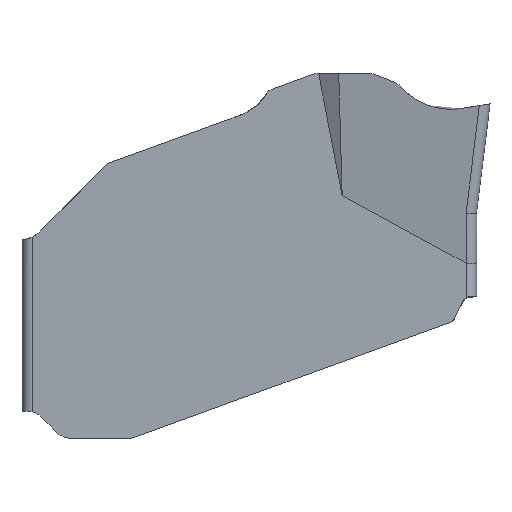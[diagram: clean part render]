
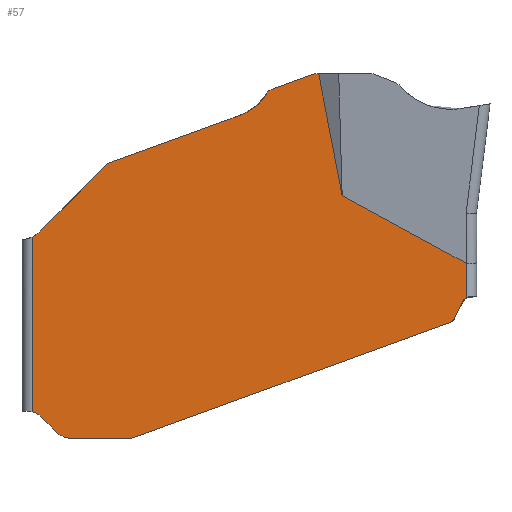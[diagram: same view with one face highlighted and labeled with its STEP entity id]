
A CAD part, left-side view. The second image highlights one B-rep face of the part: STEP entity #57.
In plain terms, the highlighted planar face has unit normal (-1, 0, 0).
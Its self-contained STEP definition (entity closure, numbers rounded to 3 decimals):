
#57=ADVANCED_FACE('',(#116),#97,.F.);
#97=PLANE('',#855);
#116=FACE_OUTER_BOUND('',#156,.T.);
#156=EDGE_LOOP('',(#369,#370,#371,#372,#373,#374,#375,#376,#377,#378,#379,
#380,#381,#382,#383,#384,#385,#386,#387,#388,#389));
#196=ELLIPSE('',#851,3.126,0.3);
#219=LINE('',#1304,#286);
#220=LINE('',#1308,#287);
#221=LINE('',#1312,#288);
#222=LINE('',#1335,#289);
#223=LINE('',#1339,#290);
#224=LINE('',#1341,#291);
#225=LINE('',#1343,#292);
#226=LINE('',#1347,#293);
#227=LINE('',#1365,#294);
#228=LINE('',#1389,#295);
#286=VECTOR('',#941,1.);
#287=VECTOR('',#944,1.);
#288=VECTOR('',#947,1.);
#289=VECTOR('',#948,1.);
#290=VECTOR('',#951,1.);
#291=VECTOR('',#952,1.);
#292=VECTOR('',#953,1.);
#293=VECTOR('',#956,1.);
#294=VECTOR('',#959,1.);
#295=VECTOR('',#962,1.);
#369=ORIENTED_EDGE('',*,*,#673,.F.);
#370=ORIENTED_EDGE('',*,*,#674,.F.);
#371=ORIENTED_EDGE('',*,*,#675,.F.);
#372=ORIENTED_EDGE('',*,*,#676,.F.);
#373=ORIENTED_EDGE('',*,*,#677,.F.);
#374=ORIENTED_EDGE('',*,*,#678,.F.);
#375=ORIENTED_EDGE('',*,*,#679,.F.);
#376=ORIENTED_EDGE('',*,*,#680,.F.);
#377=ORIENTED_EDGE('',*,*,#681,.T.);
#378=ORIENTED_EDGE('',*,*,#682,.T.);
#379=ORIENTED_EDGE('',*,*,#683,.T.);
#380=ORIENTED_EDGE('',*,*,#684,.F.);
#381=ORIENTED_EDGE('',*,*,#685,.F.);
#382=ORIENTED_EDGE('',*,*,#686,.F.);
#383=ORIENTED_EDGE('',*,*,#687,.F.);
#384=ORIENTED_EDGE('',*,*,#688,.F.);
#385=ORIENTED_EDGE('',*,*,#689,.F.);
#386=ORIENTED_EDGE('',*,*,#690,.F.);
#387=ORIENTED_EDGE('',*,*,#691,.F.);
#388=ORIENTED_EDGE('',*,*,#692,.F.);
#389=ORIENTED_EDGE('',*,*,#693,.T.);
#597=VERTEX_POINT('',#1302);
#598=VERTEX_POINT('',#1303);
#599=VERTEX_POINT('',#1305);
#600=VERTEX_POINT('',#1307);
#601=VERTEX_POINT('',#1309);
#602=VERTEX_POINT('',#1311);
#603=VERTEX_POINT('',#1313);
#604=VERTEX_POINT('',#1320);
#605=VERTEX_POINT('',#1334);
#606=VERTEX_POINT('',#1336);
#607=VERTEX_POINT('',#1338);
#608=VERTEX_POINT('',#1340);
#609=VERTEX_POINT('',#1342);
#610=VERTEX_POINT('',#1344);
#611=VERTEX_POINT('',#1346);
#612=VERTEX_POINT('',#1348);
#613=VERTEX_POINT('',#1350);
#614=VERTEX_POINT('',#1364);
#615=VERTEX_POINT('',#1366);
#616=VERTEX_POINT('',#1368);
#617=VERTEX_POINT('',#1388);
#673=EDGE_CURVE('',#597,#598,#772,.T.);
#674=EDGE_CURVE('',#599,#597,#219,.T.);
#675=EDGE_CURVE('',#600,#599,#773,.T.);
#676=EDGE_CURVE('',#601,#600,#220,.T.);
#677=EDGE_CURVE('',#602,#601,#774,.T.);
#678=EDGE_CURVE('',#603,#602,#221,.T.);
#679=EDGE_CURVE('',#604,#603,#788,.T.);
#680=EDGE_CURVE('',#605,#604,#789,.T.);
#681=EDGE_CURVE('',#605,#606,#222,.T.);
#682=EDGE_CURVE('',#606,#607,#196,.T.);
#683=EDGE_CURVE('',#607,#608,#223,.T.);
#684=EDGE_CURVE('',#609,#608,#224,.T.);
#685=EDGE_CURVE('',#610,#609,#225,.T.);
#686=EDGE_CURVE('',#611,#610,#775,.T.);
#687=EDGE_CURVE('',#612,#611,#226,.T.);
#688=EDGE_CURVE('',#613,#612,#776,.T.);
#689=EDGE_CURVE('',#614,#613,#790,.T.);
#690=EDGE_CURVE('',#615,#614,#227,.T.);
#691=EDGE_CURVE('',#616,#615,#777,.T.);
#692=EDGE_CURVE('',#617,#616,#791,.T.);
#693=EDGE_CURVE('',#617,#598,#228,.T.);
#772=CIRCLE('',#848,0.5);
#773=CIRCLE('',#849,0.6);
#774=CIRCLE('',#850,0.25);
#775=CIRCLE('',#852,0.25);
#776=CIRCLE('',#853,0.25);
#777=CIRCLE('',#854,0.25);
#788=B_SPLINE_CURVE_WITH_KNOTS('',3,(#1314,#1315,#1316,#1317,#1318,#1319),
 .UNSPECIFIED.,.F.,.F.,(4,2,4),(0.,0.5,1.),.UNSPECIFIED.);
#789=B_SPLINE_CURVE_WITH_KNOTS('',3,(#1321,#1322,#1323,#1324,#1325,#1326,
#1327,#1328,#1329,#1330,#1331,#1332,#1333),.UNSPECIFIED.,.F.,.F.,(4,3,3,
3,4),(0.,0.114,0.228,0.67,1.),
 .UNSPECIFIED.);
#790=B_SPLINE_CURVE_WITH_KNOTS('',3,(#1351,#1352,#1353,#1354,#1355,#1356,
#1357,#1358,#1359,#1360,#1361,#1362,#1363),.UNSPECIFIED.,.F.,.F.,(4,3,3,
3,4),(0.,0.257,0.514,0.776,1.),
 .UNSPECIFIED.);
#791=B_SPLINE_CURVE_WITH_KNOTS('',3,(#1369,#1370,#1371,#1372,#1373,#1374,
#1375,#1376,#1377,#1378,#1379,#1380,#1381,#1382,#1383,#1384,#1385,#1386,
#1387),.UNSPECIFIED.,.F.,.F.,(4,1,1,1,1,1,1,1,1,1,1,1,1,1,1,1,4),(0.,0.018,
0.026,0.031,0.035,0.053,
0.07,0.106,0.141,0.159,
0.167,0.176,0.211,0.282,
0.564,0.845,1.),.UNSPECIFIED.);
#848=AXIS2_PLACEMENT_3D('',#1301,#939,#940);
#849=AXIS2_PLACEMENT_3D('',#1306,#942,#943);
#850=AXIS2_PLACEMENT_3D('',#1310,#945,#946);
#851=AXIS2_PLACEMENT_3D('',#1337,#949,#950);
#852=AXIS2_PLACEMENT_3D('',#1345,#954,#955);
#853=AXIS2_PLACEMENT_3D('',#1349,#957,#958);
#854=AXIS2_PLACEMENT_3D('',#1367,#960,#961);
#855=AXIS2_PLACEMENT_3D('',#1390,#963,#964);
#939=DIRECTION('',(-1.,0.,0.));
#940=DIRECTION('',(0.,0.,-1.));
#941=DIRECTION('',(0.,0.707,0.707));
#942=DIRECTION('',(1.,0.,0.));
#943=DIRECTION('',(0.,0.,-1.));
#944=DIRECTION('',(0.,1.,0.));
#945=DIRECTION('',(1.,0.,0.));
#946=DIRECTION('',(0.,0.,-1.));
#947=DIRECTION('',(0.,0.94,-0.342));
#948=DIRECTION('',(0.,0.,1.));
#949=DIRECTION('',(1.,0.,0.));
#950=DIRECTION('',(0.,0.,1.));
#951=DIRECTION('',(0.,0.879,0.478));
#952=DIRECTION('',(0.,-0.189,-0.982));
#953=DIRECTION('',(0.,-1.,0.));
#954=DIRECTION('',(1.,0.,0.));
#955=DIRECTION('',(0.,0.,-1.));
#956=DIRECTION('',(0.,-0.94,0.342));
#957=DIRECTION('',(1.,0.,0.));
#958=DIRECTION('',(0.,0.,-1.));
#959=DIRECTION('',(0.,-0.94,0.342));
#960=DIRECTION('',(1.,0.,0.));
#961=DIRECTION('',(0.,0.,-1.));
#962=DIRECTION('',(0.,0.,-1.));
#963=DIRECTION('',(1.,0.,0.));
#964=DIRECTION('',(0.,0.,1.));
#1301=CARTESIAN_POINT('',(-2.7,6.8,-9.7));
#1302=CARTESIAN_POINT('',(-2.7,6.446,-9.346));
#1303=CARTESIAN_POINT('',(-2.7,6.7,-9.21));
#1304=CARTESIAN_POINT('',(-2.7,7.896,-7.896));
#1305=CARTESIAN_POINT('',(-2.7,5.969,-9.824));
#1306=CARTESIAN_POINT('',(-2.7,5.544,-9.4));
#1307=CARTESIAN_POINT('',(-2.7,5.544,-10.));
#1308=CARTESIAN_POINT('',(-2.7,0.,-10.));
#1309=CARTESIAN_POINT('',(-2.7,3.749,-10.));
#1310=CARTESIAN_POINT('',(-2.7,3.749,-9.75));
#1311=CARTESIAN_POINT('',(-2.7,3.664,-9.985));
#1312=CARTESIAN_POINT('',(-2.7,-2.781,-7.639));
#1313=CARTESIAN_POINT('',(-2.7,-5.818,-6.534));
#1314=CARTESIAN_POINT('',(-2.7,-5.935,-6.427));
#1315=CARTESIAN_POINT('',(-2.7,-5.924,-6.452));
#1316=CARTESIAN_POINT('',(-2.7,-5.908,-6.474));
#1317=CARTESIAN_POINT('',(-2.7,-5.867,-6.51));
#1318=CARTESIAN_POINT('',(-2.7,-5.844,-6.524));
#1319=CARTESIAN_POINT('',(-2.7,-5.818,-6.534));
#1320=CARTESIAN_POINT('',(-2.7,-5.935,-6.427));
#1321=CARTESIAN_POINT('',(-2.7,-6.3,-5.793));
#1322=CARTESIAN_POINT('',(-2.7,-6.274,-5.804));
#1323=CARTESIAN_POINT('',(-2.7,-6.25,-5.82));
#1324=CARTESIAN_POINT('',(-2.7,-6.23,-5.839));
#1325=CARTESIAN_POINT('',(-2.7,-6.209,-5.858));
#1326=CARTESIAN_POINT('',(-2.7,-6.192,-5.881));
#1327=CARTESIAN_POINT('',(-2.7,-6.179,-5.906));
#1328=CARTESIAN_POINT('',(-2.7,-6.128,-6.003));
#1329=CARTESIAN_POINT('',(-2.7,-6.086,-6.105));
#1330=CARTESIAN_POINT('',(-2.7,-6.039,-6.204));
#1331=CARTESIAN_POINT('',(-2.7,-6.005,-6.278));
#1332=CARTESIAN_POINT('',(-2.7,-5.97,-6.353));
#1333=CARTESIAN_POINT('',(-2.7,-5.935,-6.427));
#1334=CARTESIAN_POINT('',(-2.7,-6.3,-5.793));
#1335=CARTESIAN_POINT('',(-2.7,-6.3,-4.936));
#1336=CARTESIAN_POINT('',(-2.7,-6.3,-4.768));
#1337=CARTESIAN_POINT('',(-2.7,-6.3,-1.643));
#1338=CARTESIAN_POINT('',(-2.7,-6.284,-4.764));
#1339=CARTESIAN_POINT('',(-2.7,-5.401,-4.284));
#1340=CARTESIAN_POINT('',(-2.7,-2.577,-2.749));
#1341=CARTESIAN_POINT('',(-2.7,-1.975,0.38));
#1342=CARTESIAN_POINT('',(-2.7,-1.875,0.9));
#1343=CARTESIAN_POINT('',(-2.7,0.,0.9));
#1344=CARTESIAN_POINT('',(-2.7,-1.785,0.9));
#1345=CARTESIAN_POINT('',(-2.7,-1.785,0.65));
#1346=CARTESIAN_POINT('',(-2.7,-1.7,0.885));
#1347=CARTESIAN_POINT('',(-2.7,0.086,0.235));
#1348=CARTESIAN_POINT('',(-2.7,-0.455,0.432));
#1349=CARTESIAN_POINT('',(-2.7,-0.54,0.197));
#1350=CARTESIAN_POINT('',(-2.7,-0.324,0.322));
#1351=CARTESIAN_POINT('',(-2.7,1.712,-0.792));
#1352=CARTESIAN_POINT('',(-2.7,1.52,-0.722));
#1353=CARTESIAN_POINT('',(-2.7,1.329,-0.652));
#1354=CARTESIAN_POINT('',(-2.7,1.137,-0.583));
#1355=CARTESIAN_POINT('',(-2.7,0.946,-0.513));
#1356=CARTESIAN_POINT('',(-2.7,0.755,-0.443));
#1357=CARTESIAN_POINT('',(-2.7,0.563,-0.374));
#1358=CARTESIAN_POINT('',(-2.7,0.37,-0.303));
#1359=CARTESIAN_POINT('',(-2.7,0.177,-0.214));
#1360=CARTESIAN_POINT('',(-2.7,0.018,-0.083));
#1361=CARTESIAN_POINT('',(-2.7,-0.118,0.03));
#1362=CARTESIAN_POINT('',(-2.7,-0.235,0.169));
#1363=CARTESIAN_POINT('',(-2.7,-0.324,0.322));
#1364=CARTESIAN_POINT('',(-2.7,1.712,-0.792));
#1365=CARTESIAN_POINT('',(-2.7,-0.054,-0.149));
#1366=CARTESIAN_POINT('',(-2.7,4.375,-1.761));
#1367=CARTESIAN_POINT('',(-2.7,4.289,-1.996));
#1368=CARTESIAN_POINT('',(-2.7,4.466,-1.819));
#1369=CARTESIAN_POINT('',(-2.7,7.,-4.066));
#1370=CARTESIAN_POINT('',(-2.7,6.98,-4.063));
#1371=CARTESIAN_POINT('',(-2.7,6.95,-4.057));
#1372=CARTESIAN_POINT('',(-2.7,6.916,-4.051));
#1373=CARTESIAN_POINT('',(-2.7,6.896,-4.048));
#1374=CARTESIAN_POINT('',(-2.7,6.867,-4.042));
#1375=CARTESIAN_POINT('',(-2.7,6.823,-4.032));
#1376=CARTESIAN_POINT('',(-2.7,6.746,-4.007));
#1377=CARTESIAN_POINT('',(-2.7,6.653,-3.965));
#1378=CARTESIAN_POINT('',(-2.7,6.568,-3.91));
#1379=CARTESIAN_POINT('',(-2.7,6.514,-3.865));
#1380=CARTESIAN_POINT('',(-2.7,6.485,-3.838));
#1381=CARTESIAN_POINT('',(-2.7,6.442,-3.795));
#1382=CARTESIAN_POINT('',(-2.7,6.35,-3.703));
#1383=CARTESIAN_POINT('',(-2.7,6.037,-3.39));
#1384=CARTESIAN_POINT('',(-2.7,5.524,-2.877));
#1385=CARTESIAN_POINT('',(-2.7,4.944,-2.297));
#1386=CARTESIAN_POINT('',(-2.7,4.591,-1.944));
#1387=CARTESIAN_POINT('',(-2.7,4.466,-1.819));
#1388=CARTESIAN_POINT('',(-2.7,6.7,-3.985));
#1389=CARTESIAN_POINT('',(-2.7,6.7,-14.1));
#1390=CARTESIAN_POINT('',(-2.7,0.,0.));
